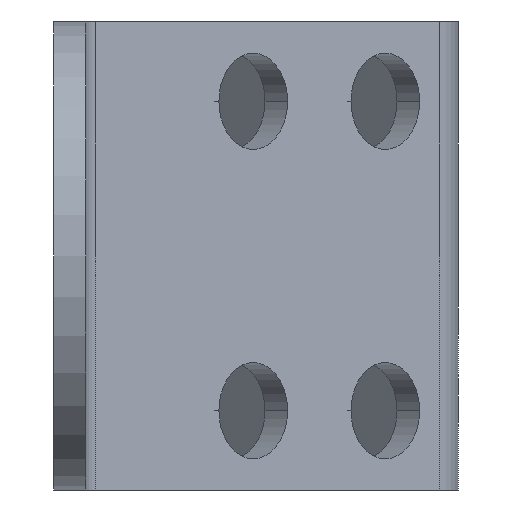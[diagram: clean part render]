
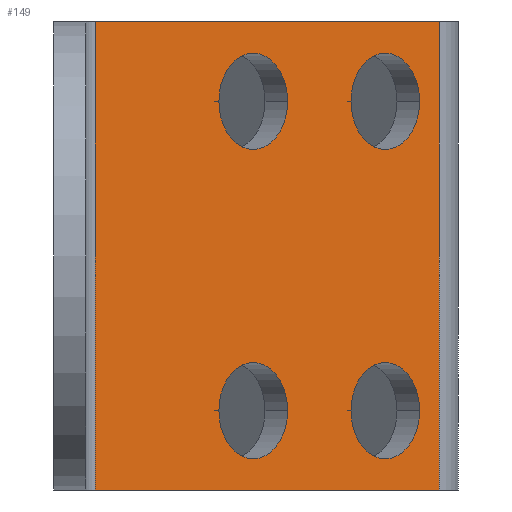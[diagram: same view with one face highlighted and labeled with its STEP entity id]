
A CAD part, left-side view. The second image highlights one B-rep face of the part: STEP entity #149.
In plain terms, the highlighted planar face has unit normal (-0.712, -0.702, 0).
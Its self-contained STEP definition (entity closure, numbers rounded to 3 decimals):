
#15 = DIRECTION ( 'NONE',  ( -0.702, 0.712, 0. ) ) ;
#22 = VERTEX_POINT ( 'NONE', #842 ) ;
#38 = PLANE ( 'NONE',  #210 ) ;
#47 = CARTESIAN_POINT ( 'NONE',  ( -65.272, 39.556, 25.5 ) ) ;
#75 = DIRECTION ( 'NONE',  ( 0.712, 0.702, 0. ) ) ;
#136 = VERTEX_POINT ( 'NONE', #324 ) ;
#149 = ADVANCED_FACE ( 'NONE', ( #873, #1428, #1155, #734, #1286 ), #38, .T. ) ;
#161 = VECTOR ( 'NONE', #1258, 1000. ) ;
#179 = ORIENTED_EDGE ( 'NONE', *, *, #747, .F. ) ;
#192 = CARTESIAN_POINT ( 'NONE',  ( -30.462, 4.224, 16.85 ) ) ;
#193 = EDGE_CURVE ( 'NONE', #1430, #136, #824, .T. ) ;
#204 = EDGE_CURVE ( 'NONE', #1017, #22, #452, .T. ) ;
#210 = AXIS2_PLACEMENT_3D ( 'NONE', #601, #880, #1437 ) ;
#213 = AXIS2_PLACEMENT_3D ( 'NONE', #491, #1717, #1569 ) ;
#222 = DIRECTION ( 'NONE',  ( -0.702, 0.712, 0. ) ) ;
#224 = CARTESIAN_POINT ( 'NONE',  ( -48.323, 22.354, -16.85 ) ) ;
#240 = CIRCLE ( 'NONE', #864, 5.25 ) ;
#251 = EDGE_LOOP ( 'NONE', ( #261, #1605 ) ) ;
#261 = ORIENTED_EDGE ( 'NONE', *, *, #813, .T. ) ;
#268 = AXIS2_PLACEMENT_3D ( 'NONE', #919, #75, #1481 ) ;
#271 = VECTOR ( 'NONE', #1507, 1000. ) ;
#286 = LINE ( 'NONE', #1557, #161 ) ;
#287 = EDGE_CURVE ( 'NONE', #1211, #656, #1052, .T. ) ;
#324 = CARTESIAN_POINT ( 'NONE',  ( -44.639, 18.614, -16.85 ) ) ;
#325 = CARTESIAN_POINT ( 'NONE',  ( -28.356, 2.087, -25.5 ) ) ;
#339 = CIRCLE ( 'NONE', #1453, 5.25 ) ;
#352 = ORIENTED_EDGE ( 'NONE', *, *, #473, .F. ) ;
#361 = LINE ( 'NONE', #917, #451 ) ;
#364 = CARTESIAN_POINT ( 'NONE',  ( -34.146, 7.964, -16.85 ) ) ;
#378 = DIRECTION ( 'NONE',  ( -0.702, 0.712, 0. ) ) ;
#390 = CARTESIAN_POINT ( 'NONE',  ( -28.356, 2.087, 25.5 ) ) ;
#425 = CIRCLE ( 'NONE', #1207, 5.25 ) ;
#451 = VECTOR ( 'NONE', #222, 1000. ) ;
#452 = CIRCLE ( 'NONE', #793, 5.25 ) ;
#473 = EDGE_CURVE ( 'NONE', #881, #670, #1387, .T. ) ;
#479 = DIRECTION ( 'NONE',  ( 0.712, 0.702, 0. ) ) ;
#491 = CARTESIAN_POINT ( 'NONE',  ( -34.146, 7.964, -16.85 ) ) ;
#492 = EDGE_LOOP ( 'NONE', ( #1810, #1062 ) ) ;
#502 = EDGE_LOOP ( 'NONE', ( #352, #179, #799, #1122 ) ) ;
#514 = DIRECTION ( 'NONE',  ( 0.712, 0.702, 0. ) ) ;
#516 = ORIENTED_EDGE ( 'NONE', *, *, #204, .T. ) ;
#548 = CARTESIAN_POINT ( 'NONE',  ( -48.323, 22.354, -16.85 ) ) ;
#564 = CARTESIAN_POINT ( 'NONE',  ( -65.272, 39.556, 25.5 ) ) ;
#580 = CARTESIAN_POINT ( 'NONE',  ( -48.323, 22.354, 16.85 ) ) ;
#601 = CARTESIAN_POINT ( 'NONE',  ( -26.3, 0., 25.5 ) ) ;
#635 = DIRECTION ( 'NONE',  ( -0.702, 0.712, 0. ) ) ;
#656 = VERTEX_POINT ( 'NONE', #856 ) ;
#666 = DIRECTION ( 'NONE',  ( -0.702, 0.712, 0. ) ) ;
#670 = VERTEX_POINT ( 'NONE', #1158 ) ;
#671 = EDGE_CURVE ( 'NONE', #1046, #670, #1123, .T. ) ;
#673 = EDGE_LOOP ( 'NONE', ( #1698, #1270 ) ) ;
#717 = CARTESIAN_POINT ( 'NONE',  ( -34.146, 7.964, 16.85 ) ) ;
#734 = FACE_BOUND ( 'NONE', #673, .T. ) ;
#747 = EDGE_CURVE ( 'NONE', #931, #881, #286, .T. ) ;
#793 = AXIS2_PLACEMENT_3D ( 'NONE', #364, #514, #378 ) ;
#799 = ORIENTED_EDGE ( 'NONE', *, *, #1390, .T. ) ;
#805 = ORIENTED_EDGE ( 'NONE', *, *, #840, .T. ) ;
#813 = EDGE_CURVE ( 'NONE', #656, #1211, #240, .T. ) ;
#824 = CIRCLE ( 'NONE', #1708, 5.25 ) ;
#827 = DIRECTION ( 'NONE',  ( -0.702, 0.712, 0. ) ) ;
#839 = CARTESIAN_POINT ( 'NONE',  ( -26.3, 0., -25.5 ) ) ;
#840 = EDGE_CURVE ( 'NONE', #22, #1017, #1447, .T. ) ;
#842 = CARTESIAN_POINT ( 'NONE',  ( -30.462, 4.224, -16.85 ) ) ;
#845 = CARTESIAN_POINT ( 'NONE',  ( -52.008, 26.093, -16.85 ) ) ;
#846 = VERTEX_POINT ( 'NONE', #1030 ) ;
#856 = CARTESIAN_POINT ( 'NONE',  ( -37.831, 11.704, 16.85 ) ) ;
#864 = AXIS2_PLACEMENT_3D ( 'NONE', #717, #479, #635 ) ;
#873 = FACE_BOUND ( 'NONE', #251, .T. ) ;
#880 = DIRECTION ( 'NONE',  ( -0.712, -0.702, 0. ) ) ;
#881 = VERTEX_POINT ( 'NONE', #325 ) ;
#917 = CARTESIAN_POINT ( 'NONE',  ( -26.3, 0., 25.5 ) ) ;
#919 = CARTESIAN_POINT ( 'NONE',  ( -34.146, 7.964, 16.85 ) ) ;
#931 = VERTEX_POINT ( 'NONE', #390 ) ;
#996 = VERTEX_POINT ( 'NONE', #1637 ) ;
#1017 = VERTEX_POINT ( 'NONE', #1375 ) ;
#1030 = CARTESIAN_POINT ( 'NONE',  ( -44.639, 18.614, 16.85 ) ) ;
#1046 = VERTEX_POINT ( 'NONE', #564 ) ;
#1052 = CIRCLE ( 'NONE', #268, 5.25 ) ;
#1062 = ORIENTED_EDGE ( 'NONE', *, *, #1466, .T. ) ;
#1071 = DIRECTION ( 'NONE',  ( -0.702, 0.712, 0. ) ) ;
#1088 = CARTESIAN_POINT ( 'NONE',  ( -48.323, 22.354, 16.85 ) ) ;
#1094 = DIRECTION ( 'NONE',  ( 0.712, 0.702, 0. ) ) ;
#1122 = ORIENTED_EDGE ( 'NONE', *, *, #671, .T. ) ;
#1123 = LINE ( 'NONE', #47, #1147 ) ;
#1147 = VECTOR ( 'NONE', #1282, 1000. ) ;
#1155 = FACE_BOUND ( 'NONE', #492, .T. ) ;
#1158 = CARTESIAN_POINT ( 'NONE',  ( -65.272, 39.556, -25.5 ) ) ;
#1170 = EDGE_LOOP ( 'NONE', ( #516, #805 ) ) ;
#1202 = CIRCLE ( 'NONE', #1599, 5.25 ) ;
#1207 = AXIS2_PLACEMENT_3D ( 'NONE', #548, #1543, #827 ) ;
#1211 = VERTEX_POINT ( 'NONE', #192 ) ;
#1258 = DIRECTION ( 'NONE',  ( 0., 0., -1. ) ) ;
#1270 = ORIENTED_EDGE ( 'NONE', *, *, #1721, .T. ) ;
#1282 = DIRECTION ( 'NONE',  ( 0., 0., -1. ) ) ;
#1286 = FACE_OUTER_BOUND ( 'NONE', #502, .T. ) ;
#1357 = DIRECTION ( 'NONE',  ( 0.712, 0.702, 0. ) ) ;
#1358 = DIRECTION ( 'NONE',  ( 0.712, 0.702, 0. ) ) ;
#1375 = CARTESIAN_POINT ( 'NONE',  ( -37.831, 11.704, -16.85 ) ) ;
#1387 = LINE ( 'NONE', #839, #271 ) ;
#1390 = EDGE_CURVE ( 'NONE', #931, #1046, #361, .T. ) ;
#1428 = FACE_BOUND ( 'NONE', #1170, .T. ) ;
#1430 = VERTEX_POINT ( 'NONE', #845 ) ;
#1437 = DIRECTION ( 'NONE',  ( 0.702, -0.712, 0. ) ) ;
#1447 = CIRCLE ( 'NONE', #213, 5.25 ) ;
#1453 = AXIS2_PLACEMENT_3D ( 'NONE', #580, #1094, #15 ) ;
#1465 = EDGE_CURVE ( 'NONE', #996, #846, #339, .T. ) ;
#1466 = EDGE_CURVE ( 'NONE', #136, #1430, #425, .T. ) ;
#1481 = DIRECTION ( 'NONE',  ( -0.702, 0.712, 0. ) ) ;
#1507 = DIRECTION ( 'NONE',  ( -0.702, 0.712, 0. ) ) ;
#1543 = DIRECTION ( 'NONE',  ( 0.712, 0.702, 0. ) ) ;
#1557 = CARTESIAN_POINT ( 'NONE',  ( -28.356, 2.087, 25.5 ) ) ;
#1569 = DIRECTION ( 'NONE',  ( -0.702, 0.712, 0. ) ) ;
#1599 = AXIS2_PLACEMENT_3D ( 'NONE', #1088, #1357, #666 ) ;
#1605 = ORIENTED_EDGE ( 'NONE', *, *, #287, .T. ) ;
#1637 = CARTESIAN_POINT ( 'NONE',  ( -52.008, 26.093, 16.85 ) ) ;
#1698 = ORIENTED_EDGE ( 'NONE', *, *, #1465, .T. ) ;
#1708 = AXIS2_PLACEMENT_3D ( 'NONE', #224, #1358, #1071 ) ;
#1717 = DIRECTION ( 'NONE',  ( 0.712, 0.702, 0. ) ) ;
#1721 = EDGE_CURVE ( 'NONE', #846, #996, #1202, .T. ) ;
#1810 = ORIENTED_EDGE ( 'NONE', *, *, #193, .T. ) ;
